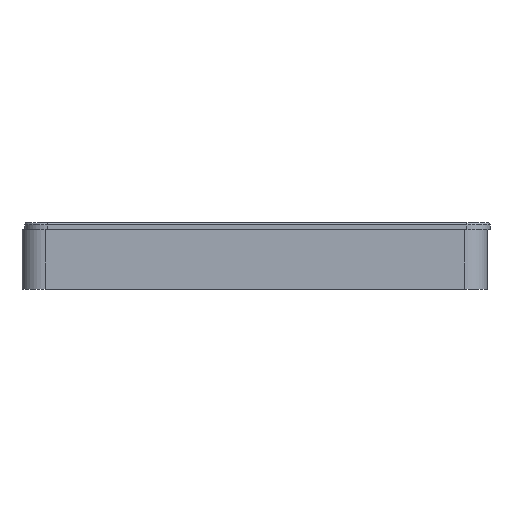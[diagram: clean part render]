
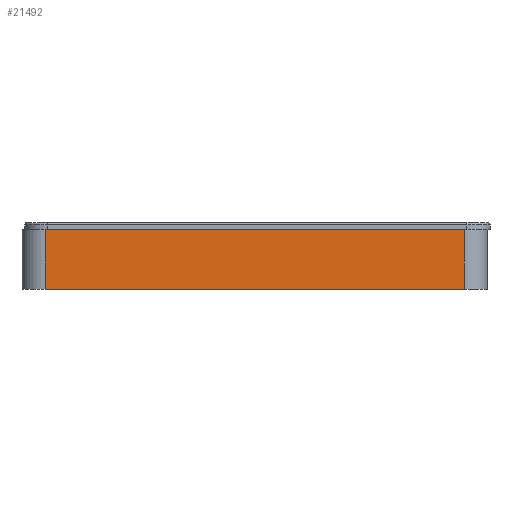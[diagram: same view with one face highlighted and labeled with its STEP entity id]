
A CAD part, front view. The second image highlights one B-rep face of the part: STEP entity #21492.
In plain terms, the highlighted planar face has unit normal (0, -1, 0).
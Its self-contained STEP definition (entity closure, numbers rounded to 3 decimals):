
#3538=FACE_OUTER_BOUND('',#4827,.T.);
#4827=EDGE_LOOP('',(#19872,#19873,#19874,#19875));
#6574=LINE('',#42216,#8323);
#6588=LINE('',#42259,#8337);
#6589=LINE('',#42262,#8338);
#6590=LINE('',#42263,#8339);
#8323=VECTOR('',#25370,10.);
#8337=VECTOR('',#25416,10.);
#8338=VECTOR('',#25419,10.);
#8339=VECTOR('',#25420,10.);
#10426=VERTEX_POINT('',#42213);
#10427=VERTEX_POINT('',#42215);
#10440=VERTEX_POINT('',#42257);
#10441=VERTEX_POINT('',#42261);
#13573=EDGE_CURVE('',#10426,#10427,#6574,.T.);
#13595=EDGE_CURVE('',#10440,#10426,#6588,.T.);
#13596=EDGE_CURVE('',#10440,#10441,#6589,.T.);
#13597=EDGE_CURVE('',#10427,#10441,#6590,.T.);
#19872=ORIENTED_EDGE('',*,*,#13595,.F.);
#19873=ORIENTED_EDGE('',*,*,#13596,.T.);
#19874=ORIENTED_EDGE('',*,*,#13597,.F.);
#19875=ORIENTED_EDGE('',*,*,#13573,.F.);
#20367=PLANE('',#22255);
#21492=ADVANCED_FACE('',(#3538),#20367,.T.);
#22255=AXIS2_PLACEMENT_3D('',#42260,#25417,#25418);
#25370=DIRECTION('',(1.,0.,0.));
#25416=DIRECTION('',(0.,0.,1.));
#25417=DIRECTION('center_axis',(0.,-1.,0.));
#25418=DIRECTION('ref_axis',(1.,0.,0.));
#25419=DIRECTION('',(1.,0.,0.));
#25420=DIRECTION('',(0.,0.,-1.));
#42213=CARTESIAN_POINT('',(-3.107,-5.027,13.));
#42215=CARTESIAN_POINT('',(87.893,-5.027,13.));
#42216=CARTESIAN_POINT('',(-8.107,-5.027,13.));
#42257=CARTESIAN_POINT('',(-3.107,-5.027,0.));
#42259=CARTESIAN_POINT('',(-3.107,-5.027,0.));
#42260=CARTESIAN_POINT('Origin',(-8.107,-5.027,0.));
#42261=CARTESIAN_POINT('',(87.893,-5.027,0.));
#42262=CARTESIAN_POINT('',(-8.107,-5.027,0.));
#42263=CARTESIAN_POINT('',(87.893,-5.027,0.));
